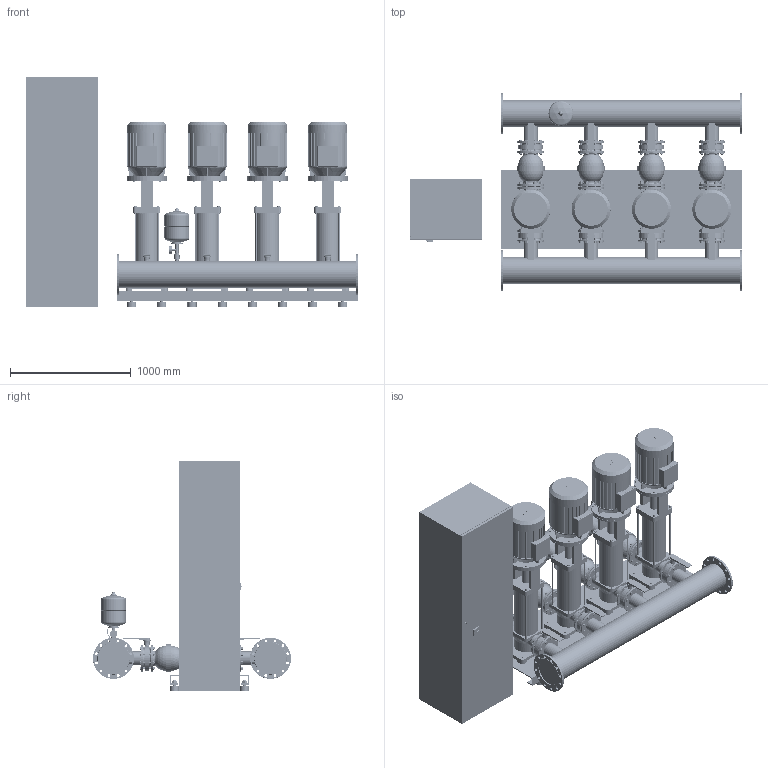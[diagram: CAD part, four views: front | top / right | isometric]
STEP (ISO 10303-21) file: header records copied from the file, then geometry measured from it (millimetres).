
FILE_DESCRIPTION((''),'2;1');
FILE_NAME('3d_CO-4MVI7004_2-2523215.stp','2011-08-26T13:46:50',(''),(''),'Mechanical Desktop 2009','Mechanical Desktop 2009',', , ');
FILE_SCHEMA(('CONFIG_CONTROL_DESIGN'));
Length unit declared in the file: millimetre
Products named in the file (1): Product
Bounding box: 2750 x 1639.55 x 1900 mm (x, y, z)
Volume: 1119376002.7 mm3; surface area: 28484180.9 mm2
Topology: 242 solids, 258 shells, 7011 faces, 16699 edges, 10828 vertices
Faces by surface type: plane 3527, cylinder 1946, bspline 936, cone 424, torus 128, sphere 50
Full cylindrical faces by diameter (mm): 114.3 x8, 205 x8
Entity records: 217815 total; most frequent: CARTESIAN_POINT 52565, DIRECTION 34669, ORIENTED_EDGE 33302, EDGE_CURVE 16651, AXIS2_PLACEMENT_3D 12146, VERTEX_POINT 10816, VECTOR 10377, LINE 10377
